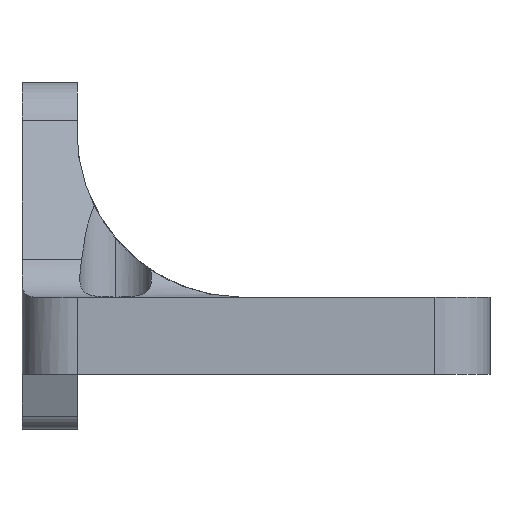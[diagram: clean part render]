
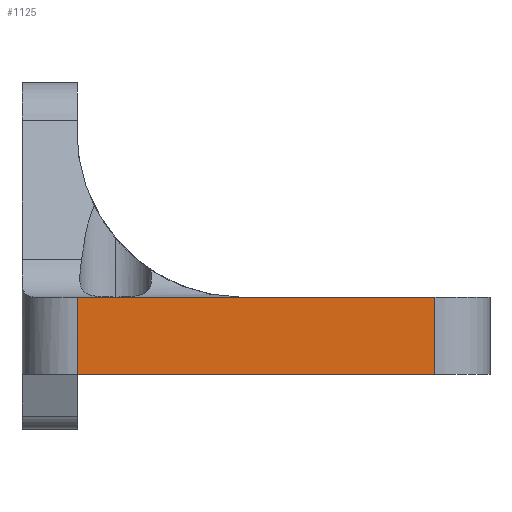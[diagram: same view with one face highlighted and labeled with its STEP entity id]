
A CAD part, left-side view. The second image highlights one B-rep face of the part: STEP entity #1125.
In plain terms, the highlighted planar face has unit normal (-1, 0, 0).
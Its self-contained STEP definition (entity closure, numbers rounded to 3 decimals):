
#23 = CARTESIAN_POINT ( 'NONE',  ( -28.5, 18., -10.5 ) ) ;
#84 = VECTOR ( 'NONE', #1030, 1000. ) ;
#177 = PLANE ( 'NONE',  #1466 ) ;
#310 = ORIENTED_EDGE ( 'NONE', *, *, #1740, .T. ) ;
#320 = DIRECTION ( 'NONE',  ( 0., 0., -1. ) ) ;
#533 = DIRECTION ( 'NONE',  ( -1., 0., 0. ) ) ;
#590 = LINE ( 'NONE', #1818, #1221 ) ;
#623 = ORIENTED_EDGE ( 'NONE', *, *, #661, .F. ) ;
#661 = EDGE_CURVE ( 'NONE', #860, #1993, #1782, .T. ) ;
#679 = EDGE_LOOP ( 'NONE', ( #623, #310, #1007, #1086 ) ) ;
#689 = CARTESIAN_POINT ( 'NONE',  ( -28.5, -19.5, -3.5 ) ) ;
#776 = CARTESIAN_POINT ( 'NONE',  ( -28.5, -14.5, -15.5 ) ) ;
#820 = LINE ( 'NONE', #776, #1899 ) ;
#842 = CARTESIAN_POINT ( 'NONE',  ( -28.5, 18., -3.5 ) ) ;
#855 = CARTESIAN_POINT ( 'NONE',  ( -28.5, 23., -15.5 ) ) ;
#860 = VERTEX_POINT ( 'NONE', #1628 ) ;
#951 = DIRECTION ( 'NONE',  ( 0., 0., 1. ) ) ;
#995 = EDGE_CURVE ( 'NONE', #1543, #1993, #590, .T. ) ;
#1007 = ORIENTED_EDGE ( 'NONE', *, *, #2004, .T. ) ;
#1029 = DIRECTION ( 'NONE',  ( 0., -1., 0. ) ) ;
#1030 = DIRECTION ( 'NONE',  ( 0., 1., 0. ) ) ;
#1054 = DIRECTION ( 'NONE',  ( 0., 1., 0. ) ) ;
#1086 = ORIENTED_EDGE ( 'NONE', *, *, #995, .T. ) ;
#1125 = ADVANCED_FACE ( 'NONE', ( #1196 ), #177, .T. ) ;
#1196 = FACE_OUTER_BOUND ( 'NONE', #679, .T. ) ;
#1221 = VECTOR ( 'NONE', #320, 1000. ) ;
#1297 = LINE ( 'NONE', #689, #84 ) ;
#1365 = CARTESIAN_POINT ( 'NONE',  ( -28.5, -19.5, -10.5 ) ) ;
#1466 = AXIS2_PLACEMENT_3D ( 'NONE', #855, #533, #1029 ) ;
#1532 = VECTOR ( 'NONE', #1054, 1000. ) ;
#1540 = VERTEX_POINT ( 'NONE', #2010 ) ;
#1543 = VERTEX_POINT ( 'NONE', #842 ) ;
#1628 = CARTESIAN_POINT ( 'NONE',  ( -28.5, -14.5, -10.5 ) ) ;
#1740 = EDGE_CURVE ( 'NONE', #860, #1540, #820, .T. ) ;
#1782 = LINE ( 'NONE', #1365, #1532 ) ;
#1818 = CARTESIAN_POINT ( 'NONE',  ( -28.5, 18., -15.5 ) ) ;
#1899 = VECTOR ( 'NONE', #951, 1000. ) ;
#1993 = VERTEX_POINT ( 'NONE', #23 ) ;
#2004 = EDGE_CURVE ( 'NONE', #1540, #1543, #1297, .T. ) ;
#2010 = CARTESIAN_POINT ( 'NONE',  ( -28.5, -14.5, -3.5 ) ) ;
